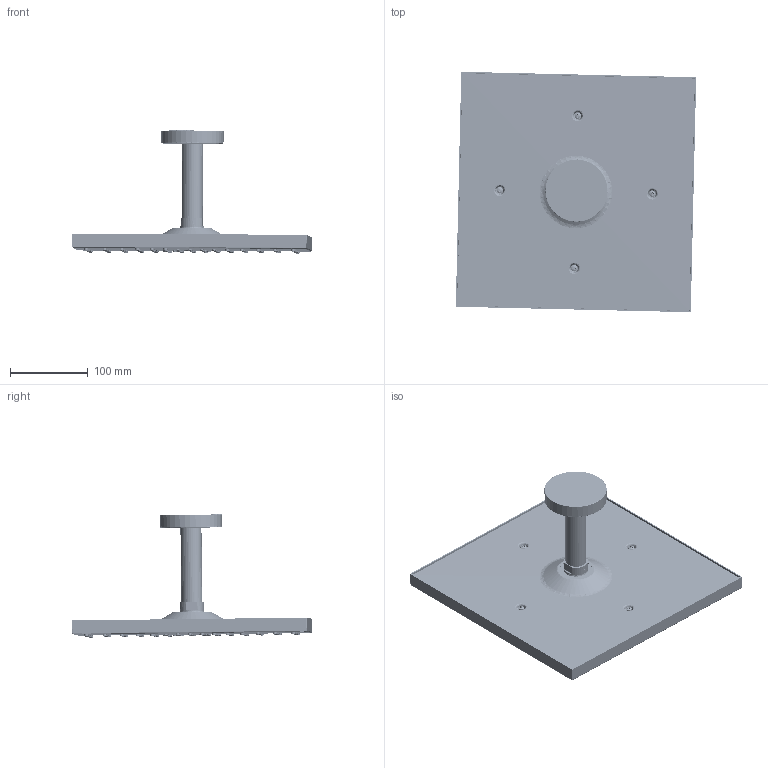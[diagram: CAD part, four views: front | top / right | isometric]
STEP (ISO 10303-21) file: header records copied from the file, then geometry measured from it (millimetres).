
FILE_DESCRIPTION(('CAx-IF Rec.Pracs.---Model Styling and Organization---1.2---2011-12-15','CAx-IF Rec.Pracs.---Geometric and Assembly Validation Properties---4.1---2014-06-16','CAx-IF Rec.Pracs.---PMI Polyline Presentation---2.0---2013-05-24'),'2;1');
FILE_NAME('1000112424_PPR_000.stp','2020-03-06T07:46:22+01:00',(''),(''),'STEP Interface 4.3 by CT CoreTechnologie','3D_Evolution4.3 by CT CoreTechnologie','');
FILE_SCHEMA(('AP203_CONFIGURATION_CONTROLLED_3D_DESIGN_OF_MECHANICAL_PARTS_AND_ASSEMBLIES_MIM_LF'));
Length unit declared in the file: millimetre
Products named in the file (11): P_2 HG RD E 300 1jet KB Decke 1000112424_PPR_000_A2; P_2 Strahleinsatz_KB_RD2.0_E_300_KS_EU 1000110987_PPA_000_A0; Linsenschraube DIN7985-M4x10-A2 1000048967_PPA_000_A0; P_2 Huelse  Kugelgelenk 05 RD2.0 1000112263_PPA_000_A0; Gewindestift_DIN914_M3x5_A2 1000053858_PPA_000_A0; P_2 Abdeckung_oben_KB_RD_2.0_300_E_KS_V2 1000110988_PPA_000_A1; P_2 Abdeckung_KB_RD_2.0_300_E_KS_V1 1000110995_PPA_000_A1; P_2 Belueftereinheit KB_i_wash 1000094670_PPA_000_A0; P_2 Verlaengerung E² mit Sicherungsfaden 1000112430_PPR_000_A0; P_2 Verlaengerung E² 1000112429_PPA_000_A0; P_2 Nacharbeit Rosette D23 1000112443_PPA_000_A0
Assembly tree (14 placements, depth 3):
  P_2 HG RD E 300 1jet KB Decke 1000112424_PPR_000_A2
    P_2 Strahleinsatz_KB_RD2.0_E_300_KS_EU 1000110987_PPA_000_A0
    Linsenschraube DIN7985-M4x10-A2 1000048967_PPA_000_A0  x4
    P_2 Huelse  Kugelgelenk 05 RD2.0 1000112263_PPA_000_A0
    Gewindestift_DIN914_M3x5_A2 1000053858_PPA_000_A0  x2
    P_2 Abdeckung_oben_KB_RD_2.0_300_E_KS_V2 1000110988_PPA_000_A1
    P_2 Abdeckung_KB_RD_2.0_300_E_KS_V1 1000110995_PPA_000_A1
    P_2 Belueftereinheit KB_i_wash 1000094670_PPA_000_A0
    P_2 Verlaengerung E² mit Sicherungsfaden 1000112430_PPR_000_A0
      P_2 Verlaengerung E² 1000112429_PPA_000_A0
    P_2 Nacharbeit Rosette D23 1000112443_PPA_000_A0
Bounding box: 308.83 x 308.83 x 158.1 mm (x, y, z)
Volume: 1442309.2 mm3; surface area: 463413.7 mm2
Topology: 233 solids, 233 shells, 4363 faces, 8798 edges, 5539 vertices
Faces by surface type: bspline 1677, cylinder 1584, plane 1102
Entity records: 190955 total; most frequent: CARTESIAN_POINT 58974, DIRECTION 19609, ORIENTED_EDGE 16894, AXIS2_PLACEMENT_3D 8581, EDGE_CURVE 8447, CIRCLE 5944, VERTEX_POINT 5335, EDGE_LOOP 4870
